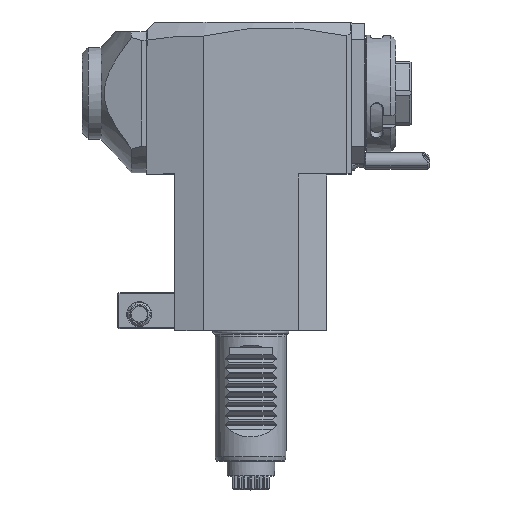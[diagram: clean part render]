
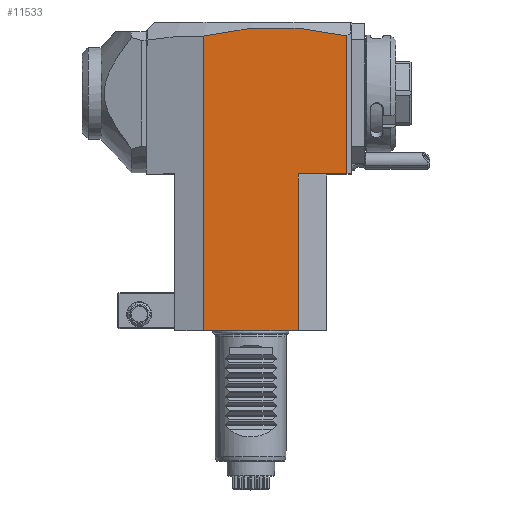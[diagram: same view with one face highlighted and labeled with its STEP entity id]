
A CAD part, top view. The second image highlights one B-rep face of the part: STEP entity #11533.
In plain terms, the highlighted planar face has unit normal (0, 0, 1).
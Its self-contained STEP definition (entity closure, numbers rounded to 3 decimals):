
#17=DIRECTION('',(-1.,0.,0.));
#18=VECTOR('',#17,40.);
#19=CARTESIAN_POINT('',(20.,0.,32.));
#20=LINE('',#19,#18);
#321=DIRECTION('',(-1.,0.,0.));
#322=VECTOR('',#321,20.5);
#323=CARTESIAN_POINT('',(40.5,66.,32.));
#324=LINE('',#323,#322);
#325=CARTESIAN_POINT('',(40.5,124.133,32.));
#326=CARTESIAN_POINT('',(35.458,125.345,32.));
#327=CARTESIAN_POINT('',(25.373,127.145,32.));
#328=CARTESIAN_POINT('',(10.247,128.032,32.));
#329=CARTESIAN_POINT('',(-4.877,127.124,32.));
#330=CARTESIAN_POINT('',(-14.959,125.311,32.));
#331=CARTESIAN_POINT('',(-20.,124.092,32.));
#337=DIRECTION('',(0.,1.,0.));
#338=VECTOR('',#337,58.133);
#339=CARTESIAN_POINT('',(40.5,66.,32.));
#340=LINE('',#339,#338);
#564=DIRECTION('',(0.,-1.,0.));
#565=VECTOR('',#564,124.092);
#566=CARTESIAN_POINT('',(-20.,124.092,32.));
#567=LINE('',#566,#565);
#5476=DIRECTION('',(0.,1.,0.));
#5477=VECTOR('',#5476,66.);
#5478=CARTESIAN_POINT('',(20.,0.,32.));
#5479=LINE('',#5478,#5477);
#10680=VERTEX_POINT('',#325);
#10681=VERTEX_POINT('',#331);
#11058=CARTESIAN_POINT('',(40.5,66.,32.));
#11059=VERTEX_POINT('',#11058);
#11072=CARTESIAN_POINT('',(20.,0.,32.));
#11073=VERTEX_POINT('',#11072);
#11074=CARTESIAN_POINT('',(-20.,0.,32.));
#11075=VERTEX_POINT('',#11074);
#11428=CARTESIAN_POINT('',(20.,66.,32.));
#11429=VERTEX_POINT('',#11428);
#11516=CARTESIAN_POINT('',(-35.103,66.,32.));
#11517=DIRECTION('',(0.,0.,1.));
#11518=DIRECTION('',(1.,0.,0.));
#11519=AXIS2_PLACEMENT_3D('',#11516,#11517,#11518);
#11520=PLANE('',#11519);
#11522=ORIENTED_EDGE('',*,*,#11521,.F.);
#11523=ORIENTED_EDGE('',*,*,#11498,.T.);
#11525=ORIENTED_EDGE('',*,*,#11524,.F.);
#11526=ORIENTED_EDGE('',*,*,#11445,.T.);
#11528=ORIENTED_EDGE('',*,*,#11527,.F.);
#11530=ORIENTED_EDGE('',*,*,#11529,.F.);
#11531=EDGE_LOOP('',(#11522,#11523,#11525,#11526,#11528,#11530));
#11532=FACE_OUTER_BOUND('',#11531,.F.);
#332=B_SPLINE_CURVE_WITH_KNOTS('',3,(#325,#326,#327,#328,#329,#330,#331),
.UNSPECIFIED.,.F.,.F.,(4,1,1,1,4),(0.,0.25,0.5,0.75,1.),
.UNSPECIFIED.);
#11445=EDGE_CURVE('',#11073,#11075,#20,.T.);
#11498=EDGE_CURVE('',#11059,#11429,#324,.T.);
#11521=EDGE_CURVE('',#11059,#10680,#340,.T.);
#11524=EDGE_CURVE('',#11073,#11429,#5479,.T.);
#11527=EDGE_CURVE('',#10681,#11075,#567,.T.);
#11529=EDGE_CURVE('',#10680,#10681,#332,.T.);
#11533=ADVANCED_FACE('',(#11532),#11520,.T.);
